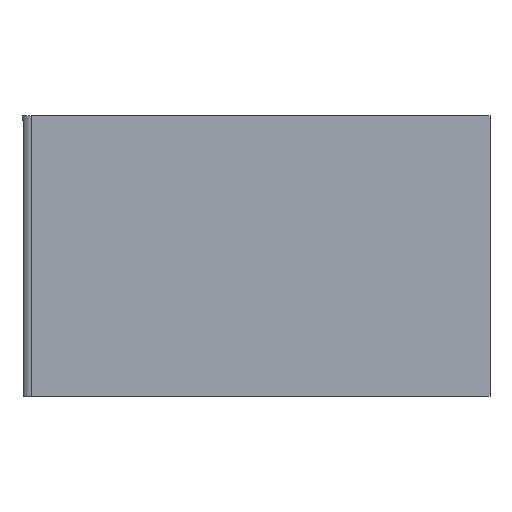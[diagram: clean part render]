
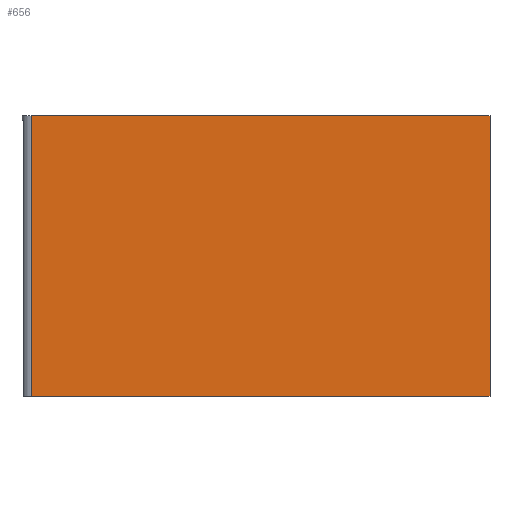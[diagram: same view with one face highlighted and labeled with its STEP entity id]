
A CAD part, left-side view. The second image highlights one B-rep face of the part: STEP entity #656.
In plain terms, the highlighted planar face has unit normal (-1, 0, 0).
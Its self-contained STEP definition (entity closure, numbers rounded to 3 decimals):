
#230=CARTESIAN_POINT('',(-21.,0.0,-59.0));
#231=VERTEX_POINT('',#230);
#238=CARTESIAN_POINT('',(-21.,97.999,-59.0));
#239=VERTEX_POINT('',#238);
#240=CARTESIAN_POINT('',(-21.,97.999,-59.0));
#241=DIRECTION('',(0.0,-1.0,0.0));
#242=VECTOR('',#241,97.999);
#243=LINE('',#240,#242);
#244=EDGE_CURVE('',#239,#231,#243,.T.);
#277=CARTESIAN_POINT('',(-21.,97.999,1.0));
#278=VERTEX_POINT('',#277);
#279=CARTESIAN_POINT('',(-21.,97.999,-59.0));
#280=DIRECTION('',(0.0,0.0,1.0));
#281=VECTOR('',#280,60.0);
#282=LINE('',#279,#281);
#283=EDGE_CURVE('',#239,#278,#282,.T.);
#394=CARTESIAN_POINT('',(-21.,0.0,1.0));
#395=VERTEX_POINT('',#394);
#402=CARTESIAN_POINT('',(-21.,0.0,-59.0));
#403=DIRECTION('',(0.0,0.0,1.0));
#404=VECTOR('',#403,60.0);
#405=LINE('',#402,#404);
#406=EDGE_CURVE('',#231,#395,#405,.T.);
#640=CARTESIAN_POINT('',(-21.,0.0,-59.0));
#641=DIRECTION('',(-1.0,0.0,0.0));
#642=DIRECTION('',(0.0,0.0,1.0));
#643=AXIS2_PLACEMENT_3D('',#640,#641,#642);
#644=PLANE('',#643);
#645=CARTESIAN_POINT('',(-21.,0.0,1.0));
#646=DIRECTION('',(0.0,1.0,0.0));
#647=VECTOR('',#646,97.999);
#648=LINE('',#645,#647);
#649=EDGE_CURVE('',#395,#278,#648,.T.);
#650=ORIENTED_EDGE('',*,*,#649,.T.);
#651=ORIENTED_EDGE('',*,*,#283,.F.);
#652=ORIENTED_EDGE('',*,*,#244,.T.);
#653=ORIENTED_EDGE('',*,*,#406,.T.);
#654=EDGE_LOOP('',(#650,#651,#652,#653));
#655=FACE_OUTER_BOUND('',#654,.T.);
#656=ADVANCED_FACE('',(#655),#644,.T.);
